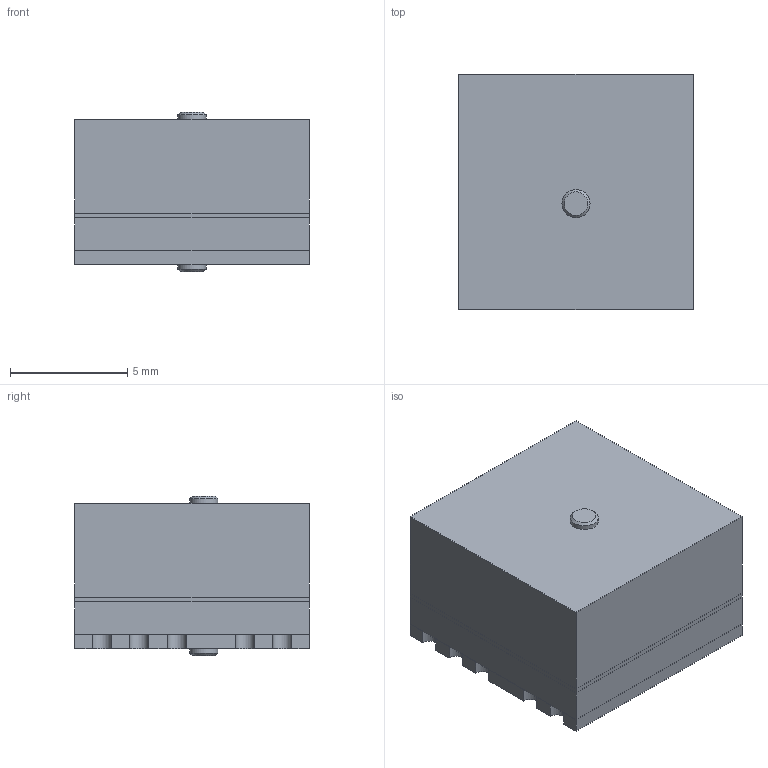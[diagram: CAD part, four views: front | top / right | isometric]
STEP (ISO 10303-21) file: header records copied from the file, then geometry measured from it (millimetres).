
FILE_DESCRIPTION(/* description */ ('STEP AP242','CAx-IF Rec.Pracs.---Representation and Presentation of Product Manufacturing Information (PMI)---4.0---2014-10-13','CAx-IF Rec.Pracs.---3D Tessellated Geometry---0.4---2014-09-14','2;1'),/* implementation_level */ '2;1');
FILE_NAME(/* name */ '65d357a31edc8c26d779d327',/* time_stamp */ '2024-02-19T13:29:08Z',/* author */ (''),/* organization */ (''),/* preprocessor_version */ 'ST-DEVELOPER v19.4',/* originating_system */ ' ',/* authorisation */ ' ');
FILE_SCHEMA (('AP242_MANAGED_MODEL_BASED_3D_ENGINEERING_MIM_LF { 1 0 10303 442 1 1 4 }'));
Length unit declared in the file: metre
Products named in the file (6): Chips; Patch Antenna; Glue; PCB; patch top; patch bottom
Bounding box: 10 x 10 x 6.8 mm (x, y, z)
Volume: 619.1 mm3; surface area: 1052 mm2
Topology: 6 solids, 6 shells, 52 faces, 118 edges, 78 vertices
Faces by surface type: plane 38, cylinder 12, cone 2
Full cylindrical faces by diameter (mm): 1.2 x2
Entity records: 1662 total; most frequent: DIRECTION 256, CARTESIAN_POINT 250, ORIENTED_EDGE 228, EDGE_CURVE 114, LINE 88, VECTOR 88, AXIS2_PLACEMENT_3D 84, VERTEX_POINT 78
